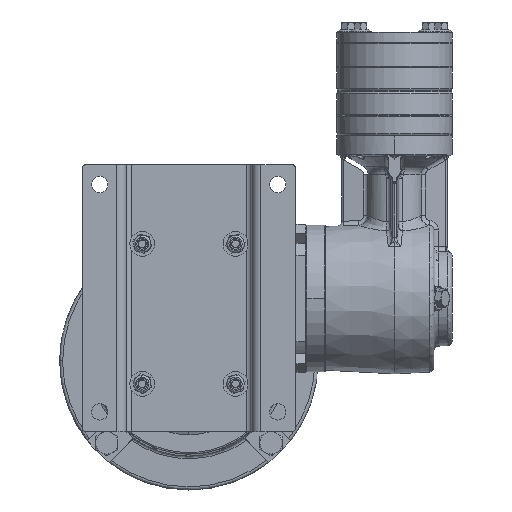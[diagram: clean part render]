
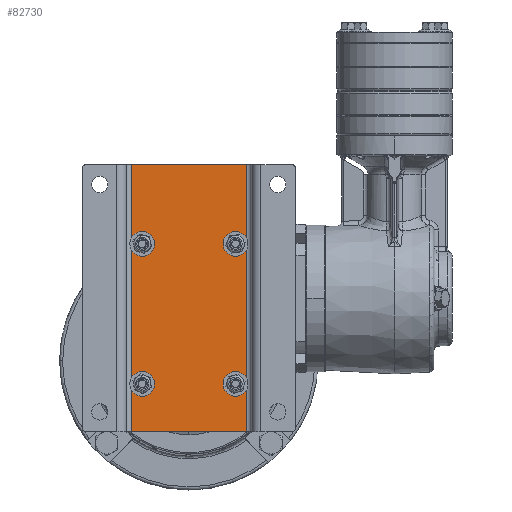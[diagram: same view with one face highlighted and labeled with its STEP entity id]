
A CAD part, front view. The second image highlights one B-rep face of the part: STEP entity #82730.
In plain terms, the highlighted planar face has unit normal (0, -1, 0).
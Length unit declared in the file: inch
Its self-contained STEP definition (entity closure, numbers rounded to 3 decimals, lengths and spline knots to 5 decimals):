
#163 = VERTEX_POINT ( 'NONE', #38799 ) ;
#233 = DIRECTION ( 'NONE',  ( 0., -1., 0. ) ) ;
#262 = VERTEX_POINT ( 'NONE', #80817 ) ;
#655 = CARTESIAN_POINT ( 'NONE',  ( -3.61876, -2.0885, 3.38016 ) ) ;
#2942 = CARTESIAN_POINT ( 'NONE',  ( -4.01876, -2.0885, 1.38016 ) ) ;
#3997 = EDGE_CURVE ( 'NONE', #262, #19996, #95277, .T. ) ;
#5324 = DIRECTION ( 'NONE',  ( 0., 0., -1. ) ) ;
#6393 = VERTEX_POINT ( 'NONE', #57297 ) ;
#7110 = DIRECTION ( 'NONE',  ( 0., 1., 0. ) ) ;
#7796 = CIRCLE ( 'NONE', #46271, 0.14 ) ;
#8076 = CARTESIAN_POINT ( 'NONE',  ( -6.37876, -2.0885, -2.15984 ) ) ;
#8812 = VECTOR ( 'NONE', #90643, 39.37008 ) ;
#9572 = FACE_BOUND ( 'NONE', #85682, .T. ) ;
#11191 = DIRECTION ( 'NONE',  ( 0., 0., -1. ) ) ;
#12190 = CARTESIAN_POINT ( 'NONE',  ( -6.37876, -2.0885, -2.01984 ) ) ;
#12321 = EDGE_LOOP ( 'NONE', ( #32557, #64452 ) ) ;
#12632 = ORIENTED_EDGE ( 'NONE', *, *, #52354, .F. ) ;
#12910 = CARTESIAN_POINT ( 'NONE',  ( -3.61876, -2.0885, -3.36984 ) ) ;
#13246 = CARTESIAN_POINT ( 'NONE',  ( -6.37876, -2.0885, 1.38016 ) ) ;
#16298 = DIRECTION ( 'NONE',  ( 0., 0., -1. ) ) ;
#16372 = CARTESIAN_POINT ( 'NONE',  ( -6.37876, -2.0885, 1.52016 ) ) ;
#19996 = VERTEX_POINT ( 'NONE', #74229 ) ;
#20422 = ORIENTED_EDGE ( 'NONE', *, *, #3997, .T. ) ;
#21256 = DIRECTION ( 'NONE',  ( 0., 0., -1. ) ) ;
#21465 = DIRECTION ( 'NONE',  ( 0., 0., -1. ) ) ;
#22330 = AXIS2_PLACEMENT_3D ( 'NONE', #13246, #70160, #21465 ) ;
#23253 = ORIENTED_EDGE ( 'NONE', *, *, #29277, .T. ) ;
#23451 = CARTESIAN_POINT ( 'NONE',  ( -4.01876, -2.0885, -2.15984 ) ) ;
#23542 = AXIS2_PLACEMENT_3D ( 'NONE', #102712, #54105, #5324 ) ;
#26084 = VECTOR ( 'NONE', #78221, 39.37008 ) ;
#27076 = VECTOR ( 'NONE', #21256, 39.37008 ) ;
#28182 = VERTEX_POINT ( 'NONE', #16372 ) ;
#28789 = CIRCLE ( 'NONE', #80422, 0.14 ) ;
#29066 = CARTESIAN_POINT ( 'NONE',  ( -6.65876, -2.0885, -3.36984 ) ) ;
#29277 = EDGE_CURVE ( 'NONE', #19996, #34465, #48688, .T. ) ;
#29499 = CARTESIAN_POINT ( 'NONE',  ( -3.73876, -2.0885, 3.38016 ) ) ;
#31585 = DIRECTION ( 'NONE',  ( 0., 0., -1. ) ) ;
#32557 = ORIENTED_EDGE ( 'NONE', *, *, #77404, .F. ) ;
#32876 = DIRECTION ( 'NONE',  ( 0., -1., 0. ) ) ;
#34465 = VERTEX_POINT ( 'NONE', #57100 ) ;
#34911 = VERTEX_POINT ( 'NONE', #57332 ) ;
#38799 = CARTESIAN_POINT ( 'NONE',  ( -4.01876, -2.0885, 1.52016 ) ) ;
#38914 = AXIS2_PLACEMENT_3D ( 'NONE', #46619, #103487, #54838 ) ;
#41820 = CIRCLE ( 'NONE', #80873, 0.14 ) ;
#43765 = EDGE_CURVE ( 'NONE', #6393, #45602, #64147, .T. ) ;
#43823 = CARTESIAN_POINT ( 'NONE',  ( -4.01876, -2.0885, -2.01984 ) ) ;
#45585 = ORIENTED_EDGE ( 'NONE', *, *, #50090, .T. ) ;
#45602 = VERTEX_POINT ( 'NONE', #12190 ) ;
#45735 = EDGE_CURVE ( 'NONE', #105464, #34465, #97885, .T. ) ;
#46271 = AXIS2_PLACEMENT_3D ( 'NONE', #81675, #32876, #89823 ) ;
#46619 = CARTESIAN_POINT ( 'NONE',  ( -6.37876, -2.0885, -2.15984 ) ) ;
#47017 = CIRCLE ( 'NONE', #23542, 0.14 ) ;
#48688 = LINE ( 'NONE', #29066, #27076 ) ;
#49000 = CARTESIAN_POINT ( 'NONE',  ( -4.01876, -2.0885, -2.15984 ) ) ;
#49288 = CIRCLE ( 'NONE', #84764, 0.14 ) ;
#49568 = VECTOR ( 'NONE', #53463, 39.37008 ) ;
#50090 = EDGE_CURVE ( 'NONE', #105464, #262, #50220, .T. ) ;
#50220 = LINE ( 'NONE', #29499, #26084 ) ;
#52354 = EDGE_CURVE ( 'NONE', #28182, #34911, #47017, .T. ) ;
#52422 = VERTEX_POINT ( 'NONE', #70126 ) ;
#52883 = FACE_BOUND ( 'NONE', #12321, .T. ) ;
#53014 = CIRCLE ( 'NONE', #22330, 0.14 ) ;
#53463 = DIRECTION ( 'NONE',  ( -1., 0., 0. ) ) ;
#53507 = EDGE_CURVE ( 'NONE', #34911, #28182, #53014, .T. ) ;
#54105 = DIRECTION ( 'NONE',  ( 0., -1., 0. ) ) ;
#54838 = DIRECTION ( 'NONE',  ( 0., 0., -1. ) ) ;
#55850 = CARTESIAN_POINT ( 'NONE',  ( -3.61876, -2.0885, -3.36984 ) ) ;
#57100 = CARTESIAN_POINT ( 'NONE',  ( -6.65876, -2.0885, -3.36984 ) ) ;
#57244 = DIRECTION ( 'NONE',  ( 0., 0., -1. ) ) ;
#57297 = CARTESIAN_POINT ( 'NONE',  ( -6.37876, -2.0885, -2.29984 ) ) ;
#57332 = CARTESIAN_POINT ( 'NONE',  ( -6.37876, -2.0885, 1.24016 ) ) ;
#58861 = ORIENTED_EDGE ( 'NONE', *, *, #89341, .F. ) ;
#59914 = DIRECTION ( 'NONE',  ( 0., -1., 0. ) ) ;
#64038 = DIRECTION ( 'NONE',  ( 0., 0., -1. ) ) ;
#64147 = CIRCLE ( 'NONE', #38914, 0.14 ) ;
#64452 = ORIENTED_EDGE ( 'NONE', *, *, #72288, .F. ) ;
#64992 = DIRECTION ( 'NONE',  ( 0., -1., 0. ) ) ;
#66418 = EDGE_LOOP ( 'NONE', ( #87206, #70784 ) ) ;
#66910 = EDGE_LOOP ( 'NONE', ( #91838, #12632 ) ) ;
#69499 = EDGE_CURVE ( 'NONE', #45602, #6393, #28789, .T. ) ;
#70126 = CARTESIAN_POINT ( 'NONE',  ( -4.01876, -2.0885, 1.24016 ) ) ;
#70160 = DIRECTION ( 'NONE',  ( 0., -1., 0. ) ) ;
#70784 = ORIENTED_EDGE ( 'NONE', *, *, #69499, .F. ) ;
#71974 = FACE_OUTER_BOUND ( 'NONE', #98783, .T. ) ;
#72288 = EDGE_CURVE ( 'NONE', #94421, #99298, #77911, .T. ) ;
#74229 = CARTESIAN_POINT ( 'NONE',  ( -6.65876, -2.0885, 3.38016 ) ) ;
#74473 = FACE_BOUND ( 'NONE', #66418, .T. ) ;
#74649 = AXIS2_PLACEMENT_3D ( 'NONE', #49000, #233, #57244 ) ;
#75430 = AXIS2_PLACEMENT_3D ( 'NONE', #55850, #7110, #64038 ) ;
#77404 = EDGE_CURVE ( 'NONE', #99298, #94421, #49288, .T. ) ;
#77911 = CIRCLE ( 'NONE', #74649, 0.14 ) ;
#78221 = DIRECTION ( 'NONE',  ( 0., 0., 1. ) ) ;
#80340 = DIRECTION ( 'NONE',  ( 0., -1., 0. ) ) ;
#80422 = AXIS2_PLACEMENT_3D ( 'NONE', #8076, #64992, #16298 ) ;
#80817 = CARTESIAN_POINT ( 'NONE',  ( -3.73876, -2.0885, 3.38016 ) ) ;
#80873 = AXIS2_PLACEMENT_3D ( 'NONE', #2942, #59914, #11191 ) ;
#81675 = CARTESIAN_POINT ( 'NONE',  ( -4.01876, -2.0885, 1.38016 ) ) ;
#82730 = ADVANCED_FACE ( 'NONE', ( #9572, #52883, #74473, #93524, #71974 ), #96014, .F. ) ;
#83237 = ORIENTED_EDGE ( 'NONE', *, *, #45735, .F. ) ;
#84764 = AXIS2_PLACEMENT_3D ( 'NONE', #23451, #80340, #31585 ) ;
#85682 = EDGE_LOOP ( 'NONE', ( #97638, #58861 ) ) ;
#87206 = ORIENTED_EDGE ( 'NONE', *, *, #43765, .F. ) ;
#89341 = EDGE_CURVE ( 'NONE', #163, #52422, #7796, .T. ) ;
#89823 = DIRECTION ( 'NONE',  ( 0., 0., -1. ) ) ;
#90643 = DIRECTION ( 'NONE',  ( -1., 0., 0. ) ) ;
#91158 = CARTESIAN_POINT ( 'NONE',  ( -4.01876, -2.0885, -2.29984 ) ) ;
#91743 = CARTESIAN_POINT ( 'NONE',  ( -3.73876, -2.0885, -3.36984 ) ) ;
#91838 = ORIENTED_EDGE ( 'NONE', *, *, #53507, .F. ) ;
#93524 = FACE_BOUND ( 'NONE', #66910, .T. ) ;
#94421 = VERTEX_POINT ( 'NONE', #43823 ) ;
#95277 = LINE ( 'NONE', #655, #8812 ) ;
#95901 = EDGE_CURVE ( 'NONE', #52422, #163, #41820, .T. ) ;
#96014 = PLANE ( 'NONE',  #75430 ) ;
#97638 = ORIENTED_EDGE ( 'NONE', *, *, #95901, .F. ) ;
#97885 = LINE ( 'NONE', #12910, #49568 ) ;
#98783 = EDGE_LOOP ( 'NONE', ( #83237, #45585, #20422, #23253 ) ) ;
#99298 = VERTEX_POINT ( 'NONE', #91158 ) ;
#102712 = CARTESIAN_POINT ( 'NONE',  ( -6.37876, -2.0885, 1.38016 ) ) ;
#103487 = DIRECTION ( 'NONE',  ( 0., -1., 0. ) ) ;
#105464 = VERTEX_POINT ( 'NONE', #91743 ) ;
